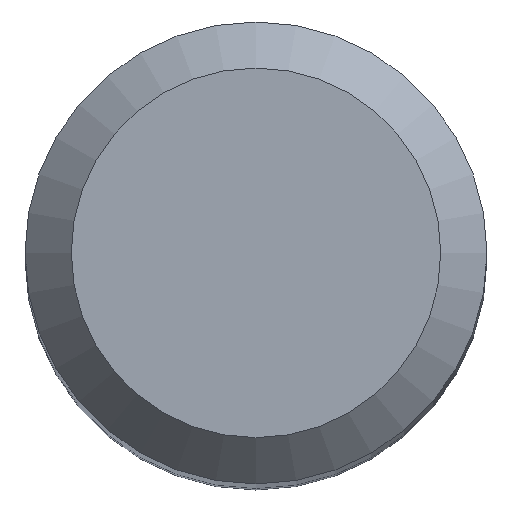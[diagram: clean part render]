
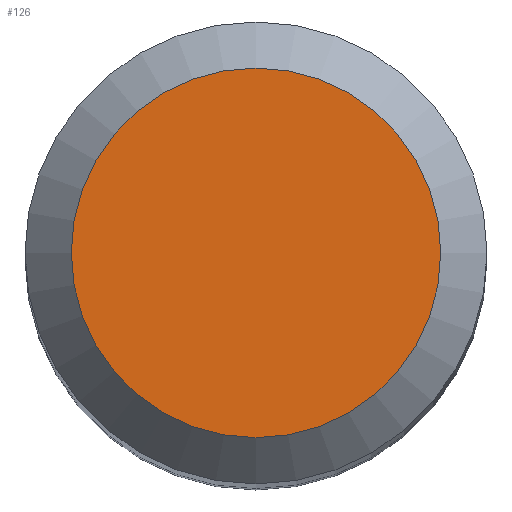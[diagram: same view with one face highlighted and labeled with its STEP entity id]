
A CAD part, top view. The second image highlights one B-rep face of the part: STEP entity #126.
In plain terms, the highlighted planar face has unit normal (0, 0, 1).
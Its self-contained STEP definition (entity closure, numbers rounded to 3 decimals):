
#9 = EDGE_CURVE ( 'NONE', #187, #187, #65, .T. ) ;
#39 = FACE_OUTER_BOUND ( 'NONE', #109, .T. ) ;
#65 = CIRCLE ( 'NONE', #178, 3.2 ) ;
#72 = DIRECTION ( 'NONE',  ( 0., 0., 1. ) ) ;
#99 = ORIENTED_EDGE ( 'NONE', *, *, #9, .T. ) ;
#100 = DIRECTION ( 'NONE',  ( 1., 0., 0. ) ) ;
#109 = EDGE_LOOP ( 'NONE', ( #99 ) ) ;
#113 = PLANE ( 'NONE',  #184 ) ;
#126 = ADVANCED_FACE ( 'NONE', ( #39 ), #113, .T. ) ;
#130 = DIRECTION ( 'NONE',  ( 1., 0., 0. ) ) ;
#140 = CARTESIAN_POINT ( 'NONE',  ( 3.2, 0., 0. ) ) ;
#166 = DIRECTION ( 'NONE',  ( 0., 0., 1. ) ) ;
#178 = AXIS2_PLACEMENT_3D ( 'NONE', #223, #72, #130 ) ;
#184 = AXIS2_PLACEMENT_3D ( 'NONE', #205, #166, #100 ) ;
#187 = VERTEX_POINT ( 'NONE', #140 ) ;
#205 = CARTESIAN_POINT ( 'NONE',  ( 0., 0., 0. ) ) ;
#223 = CARTESIAN_POINT ( 'NONE',  ( 0., 0., 0. ) ) ;
